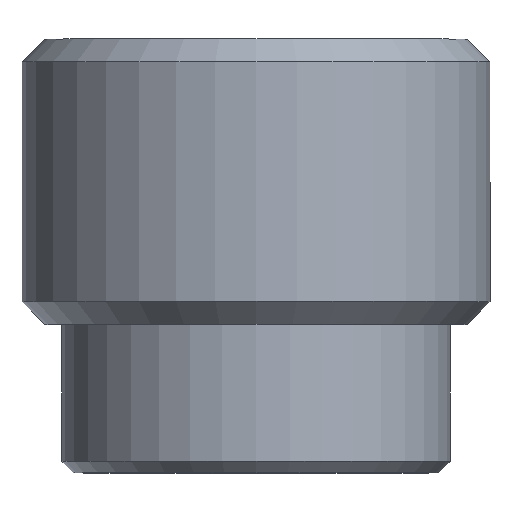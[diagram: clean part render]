
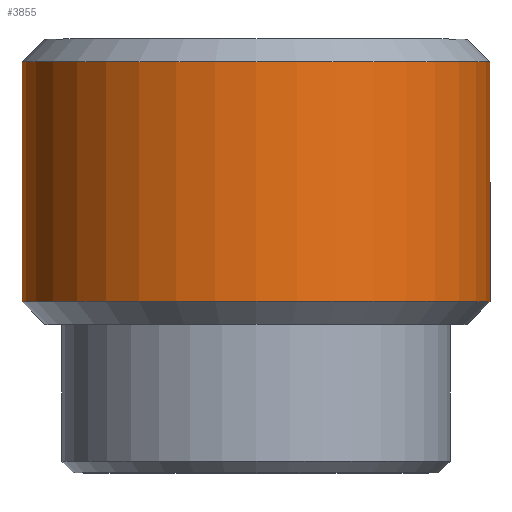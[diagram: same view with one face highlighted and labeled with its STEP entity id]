
A CAD part, top view. The second image highlights one B-rep face of the part: STEP entity #3855.
In plain terms, the highlighted cylindrical face has radius 5.207 mm (diameter 10.414 mm), a partial arc.
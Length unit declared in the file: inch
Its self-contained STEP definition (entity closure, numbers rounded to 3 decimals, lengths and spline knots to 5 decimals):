
#86 = CARTESIAN_POINT ( 'NONE',  ( -0.43474, 0.39251, 0.09355 ) ) ;
#87 = DIRECTION ( 'NONE',  ( 0., 1., 0. ) ) ;
#88 = DIRECTION ( 'NONE',  ( -1., 0., 0. ) ) ;
#237 = CARTESIAN_POINT ( 'NONE',  ( -0.22974, 0.16251, 0.09355 ) ) ;
#281 = CARTESIAN_POINT ( 'NONE',  ( -0.63974, 0.37251, 0.09355 ) ) ;
#300 = CARTESIAN_POINT ( 'NONE',  ( -0.63974, 0.16251, 0.09355 ) ) ;
#301 = CARTESIAN_POINT ( 'NONE',  ( -0.22974, 0.37251, 0.09355 ) ) ;
#1236 = EDGE_CURVE ( 'NONE', #6411, #6392, #2384, .T. ) ;
#1239 = EDGE_CURVE ( 'NONE', #6392, #6412, #1890, .T. ) ;
#1242 = EDGE_CURVE ( 'NONE', #6348, #6412, #2386, .T. ) ;
#1244 = EDGE_CURVE ( 'NONE', #6411, #6348, #1879, .T. ) ;
#1780 = AXIS2_PLACEMENT_3D ( 'NONE', #86, #87, #88 ) ;
#1877 = AXIS2_PLACEMENT_3D ( 'NONE', #4583, #4582, #4581 ) ;
#1879 = CIRCLE ( 'NONE', #1877, 0.205 ) ;
#1880 = VECTOR ( 'NONE', #4588, 39.37008 ) ;
#1883 = AXIS2_PLACEMENT_3D ( 'NONE', #4601, #4599, #4598 ) ;
#1885 = VECTOR ( 'NONE', #4618, 39.37008 ) ;
#1890 = CIRCLE ( 'NONE', #1883, 0.205 ) ;
#2189 = FACE_OUTER_BOUND ( 'NONE', #3220, .T. ) ;
#2192 = CYLINDRICAL_SURFACE ( 'NONE', #1780, 0.205 ) ;
#2384 = LINE ( 'NONE', #4619, #1885 ) ;
#2386 = LINE ( 'NONE', #4589, #1880 ) ;
#2500 = ORIENTED_EDGE ( 'NONE', *, *, #1236, .F. ) ;
#3220 = EDGE_LOOP ( 'NONE', ( #3404, #3471, #3399, #2500 ) ) ;
#3399 = ORIENTED_EDGE ( 'NONE', *, *, #1239, .F. ) ;
#3404 = ORIENTED_EDGE ( 'NONE', *, *, #1244, .T. ) ;
#3471 = ORIENTED_EDGE ( 'NONE', *, *, #1242, .T. ) ;
#3855 = ADVANCED_FACE ( 'NONE', ( #2189 ), #2192, .T. ) ;
#4581 = DIRECTION ( 'NONE',  ( -1., 0., 0. ) ) ;
#4582 = DIRECTION ( 'NONE',  ( 0., 1., 0. ) ) ;
#4583 = CARTESIAN_POINT ( 'NONE',  ( -0.43474, 0.16251, 0.09355 ) ) ;
#4588 = DIRECTION ( 'NONE',  ( 0., 1., 0. ) ) ;
#4589 = CARTESIAN_POINT ( 'NONE',  ( -0.22974, 0.39251, 0.09355 ) ) ;
#4598 = DIRECTION ( 'NONE',  ( -1., 0., 0. ) ) ;
#4599 = DIRECTION ( 'NONE',  ( 0., 1., 0. ) ) ;
#4601 = CARTESIAN_POINT ( 'NONE',  ( -0.43474, 0.37251, 0.09355 ) ) ;
#4618 = DIRECTION ( 'NONE',  ( 0., 1., 0. ) ) ;
#4619 = CARTESIAN_POINT ( 'NONE',  ( -0.63974, 0.39251, 0.09355 ) ) ;
#6348 = VERTEX_POINT ( 'NONE', #237 ) ;
#6392 = VERTEX_POINT ( 'NONE', #281 ) ;
#6411 = VERTEX_POINT ( 'NONE', #300 ) ;
#6412 = VERTEX_POINT ( 'NONE', #301 ) ;
